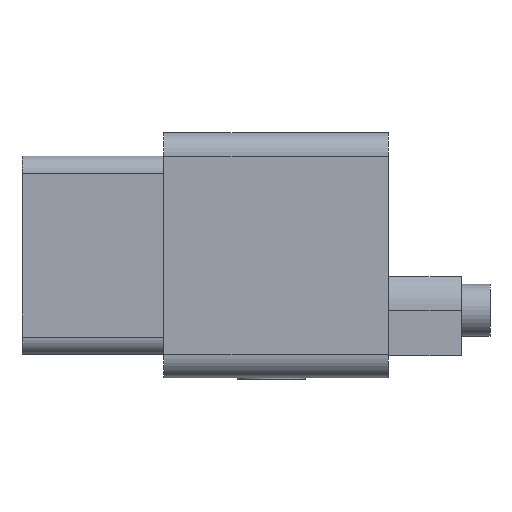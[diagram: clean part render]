
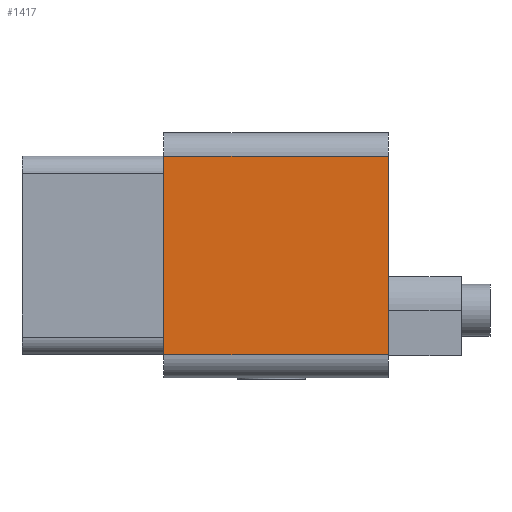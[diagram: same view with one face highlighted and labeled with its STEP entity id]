
A CAD part, left-side view. The second image highlights one B-rep face of the part: STEP entity #1417.
In plain terms, the highlighted planar face has unit normal (-1, 0, 0).
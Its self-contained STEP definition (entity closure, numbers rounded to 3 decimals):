
#33 = VECTOR ( 'NONE', #945, 1000. ) ;
#171 = VECTOR ( 'NONE', #694, 1000. ) ;
#197 = VECTOR ( 'NONE', #595, 1000. ) ;
#257 = AXIS2_PLACEMENT_3D ( 'NONE', #1155, #1154, #1152 ) ;
#284 = VECTOR ( 'NONE', #1085, 1000. ) ;
#437 = CARTESIAN_POINT ( 'NONE',  ( -10.5, 19.25, 8.5 ) ) ;
#438 = CARTESIAN_POINT ( 'NONE',  ( -10.5, 19.25, -8.5 ) ) ;
#457 = CARTESIAN_POINT ( 'NONE',  ( -10.5, 0., -8.5 ) ) ;
#458 = CARTESIAN_POINT ( 'NONE',  ( -10.5, 0., 8.5 ) ) ;
#595 = DIRECTION ( 'NONE',  ( 0., -1., 0. ) ) ;
#596 = CARTESIAN_POINT ( 'NONE',  ( -10.5, 19.25, -8.5 ) ) ;
#694 = DIRECTION ( 'NONE',  ( 0., 1., 0. ) ) ;
#696 = CARTESIAN_POINT ( 'NONE',  ( -10.5, 19.25, 8.5 ) ) ;
#945 = DIRECTION ( 'NONE',  ( 0., 0., 1. ) ) ;
#946 = CARTESIAN_POINT ( 'NONE',  ( -10.5, 0., -10.5 ) ) ;
#1085 = DIRECTION ( 'NONE',  ( 0., 0., 1. ) ) ;
#1086 = CARTESIAN_POINT ( 'NONE',  ( -10.5, 19.25, -10.5 ) ) ;
#1152 = DIRECTION ( 'NONE',  ( 0., 0., -1. ) ) ;
#1154 = DIRECTION ( 'NONE',  ( 1., 0., 0. ) ) ;
#1155 = CARTESIAN_POINT ( 'NONE',  ( -10.5, 19.25, -10.5 ) ) ;
#1157 = PLANE ( 'NONE',  #257 ) ;
#1316 = EDGE_CURVE ( 'NONE', #1952, #1951, #2171, .T. ) ;
#1417 = ADVANCED_FACE ( 'NONE', ( #2277 ), #1157, .F. ) ;
#1433 = EDGE_CURVE ( 'NONE', #1967, #1968, #2297, .T. ) ;
#1523 = EDGE_CURVE ( 'NONE', #1951, #1968, #2387, .T. ) ;
#1546 = EDGE_CURVE ( 'NONE', #1967, #1952, #2410, .T. ) ;
#1888 = ORIENTED_EDGE ( 'NONE', *, *, #1316, .T. ) ;
#1889 = ORIENTED_EDGE ( 'NONE', *, *, #1433, .F. ) ;
#1890 = ORIENTED_EDGE ( 'NONE', *, *, #1523, .T. ) ;
#1891 = ORIENTED_EDGE ( 'NONE', *, *, #1546, .T. ) ;
#1951 = VERTEX_POINT ( 'NONE', #458 ) ;
#1952 = VERTEX_POINT ( 'NONE', #457 ) ;
#1967 = VERTEX_POINT ( 'NONE', #438 ) ;
#1968 = VERTEX_POINT ( 'NONE', #437 ) ;
#2050 = EDGE_LOOP ( 'NONE', ( #1888, #1890, #1889, #1891 ) ) ;
#2171 = LINE ( 'NONE', #946, #33 ) ;
#2277 = FACE_OUTER_BOUND ( 'NONE', #2050, .T. ) ;
#2297 = LINE ( 'NONE', #1086, #284 ) ;
#2387 = LINE ( 'NONE', #696, #171 ) ;
#2410 = LINE ( 'NONE', #596, #197 ) ;
